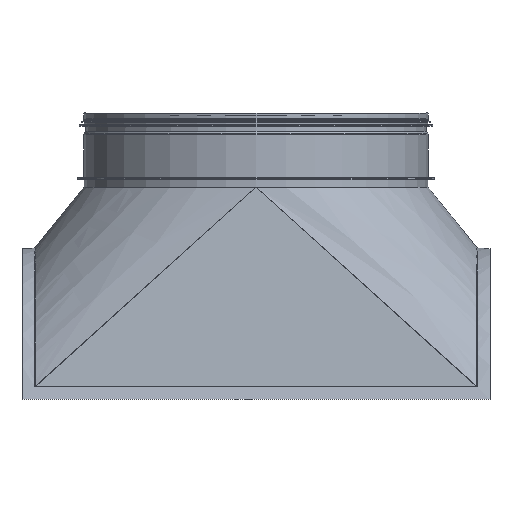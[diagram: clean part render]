
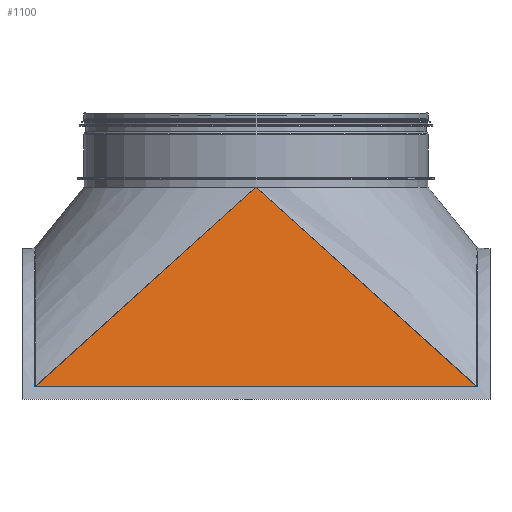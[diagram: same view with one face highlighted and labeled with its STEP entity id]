
A CAD part, front view. The second image highlights one B-rep face of the part: STEP entity #1100.
In plain terms, the highlighted planar face has unit normal (0, -0.989, 0.146).
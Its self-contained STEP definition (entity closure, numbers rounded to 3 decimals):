
#819=CARTESIAN_POINT('',(-256.0,-233.5,88.968));
#820=VERTEX_POINT('',#819);
#856=CARTESIAN_POINT('',(256.0,-233.5,88.968));
#857=VERTEX_POINT('',#856);
#865=CARTESIAN_POINT('',(-256.,-233.5,88.968));
#866=DIRECTION('',(1.0,0.0,0.0));
#867=VECTOR('',#866,512.);
#868=LINE('',#865,#867);
#869=EDGE_CURVE('',#820,#857,#868,.T.);
#1078=CARTESIAN_POINT('',(0.,-223.694,155.403));
#1079=DIRECTION('',(0.,0.989,-0.146));
#1080=DIRECTION('',(0.0,0.146,0.989));
#1081=AXIS2_PLACEMENT_3D('',#1078,#1079,#1080);
#1082=PLANE('',#1081);
#1083=ORIENTED_EDGE('',*,*,#869,.T.);
#1084=CARTESIAN_POINT('',(0.0,-199.4,320.0));
#1085=VERTEX_POINT('',#1084);
#1086=CARTESIAN_POINT('',(0.0,-199.4,320.0));
#1087=DIRECTION('',(0.739,-0.098,-0.667));
#1088=VECTOR('',#1087,346.518);
#1089=LINE('',#1086,#1088);
#1090=EDGE_CURVE('',#1085,#857,#1089,.T.);
#1091=ORIENTED_EDGE('',*,*,#1090,.F.);
#1092=CARTESIAN_POINT('',(0.0,-199.4,320.0));
#1093=DIRECTION('',(-0.739,-0.098,-0.667));
#1094=VECTOR('',#1093,346.518);
#1095=LINE('',#1092,#1094);
#1096=EDGE_CURVE('',#1085,#820,#1095,.T.);
#1097=ORIENTED_EDGE('',*,*,#1096,.T.);
#1098=EDGE_LOOP('',(#1083,#1091,#1097));
#1099=FACE_OUTER_BOUND('',#1098,.T.);
#1100=ADVANCED_FACE('',(#1099),#1082,.F.);
